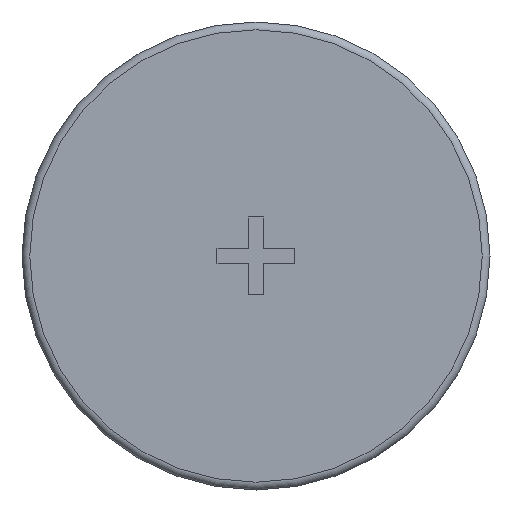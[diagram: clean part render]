
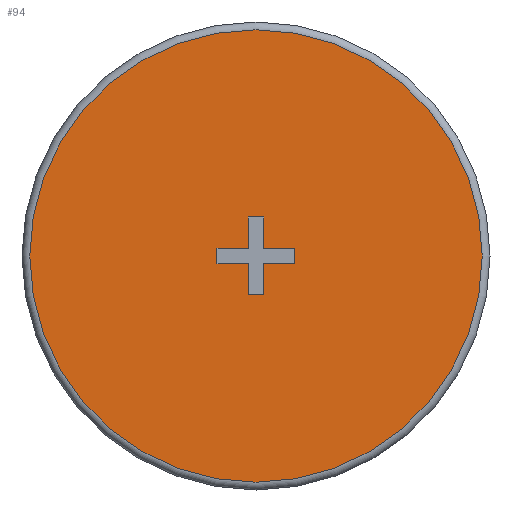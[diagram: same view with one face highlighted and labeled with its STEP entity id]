
A CAD part, front view. The second image highlights one B-rep face of the part: STEP entity #94.
In plain terms, the highlighted planar face has unit normal (0, -1, 0).
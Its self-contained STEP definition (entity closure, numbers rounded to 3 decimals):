
#94 = ADVANCED_FACE( '', ( #194, #195 ), #196, .F. );
#194 = FACE_BOUND( '', #293, .T. );
#195 = FACE_OUTER_BOUND( '', #294, .T. );
#196 = PLANE( '', #295 );
#293 = EDGE_LOOP( '', ( #483, #484, #485, #486, #487, #488, #489, #490, #491, #492, #493, #494 ) );
#294 = EDGE_LOOP( '', ( #495 ) );
#295 = AXIS2_PLACEMENT_3D( '', #496, #497, #498 );
#483 = ORIENTED_EDGE( '', *, *, #626, .T. );
#484 = ORIENTED_EDGE( '', *, *, #574, .F. );
#485 = ORIENTED_EDGE( '', *, *, #551, .T. );
#486 = ORIENTED_EDGE( '', *, *, #627, .T. );
#487 = ORIENTED_EDGE( '', *, *, #628, .T. );
#488 = ORIENTED_EDGE( '', *, *, #588, .T. );
#489 = ORIENTED_EDGE( '', *, *, #559, .T. );
#490 = ORIENTED_EDGE( '', *, *, #578, .T. );
#491 = ORIENTED_EDGE( '', *, *, #569, .T. );
#492 = ORIENTED_EDGE( '', *, *, #629, .T. );
#493 = ORIENTED_EDGE( '', *, *, #608, .T. );
#494 = ORIENTED_EDGE( '', *, *, #630, .T. );
#495 = ORIENTED_EDGE( '', *, *, #606, .T. );
#496 = CARTESIAN_POINT( '', ( 14.5, 0., 0. ) );
#497 = DIRECTION( '', ( 0., 1., 0. ) );
#498 = DIRECTION( '', ( 0., 0., 1. ) );
#551 = EDGE_CURVE( '', #640, #641, #642, .T. );
#559 = EDGE_CURVE( '', #654, #655, #656, .T. );
#569 = EDGE_CURVE( '', #672, #673, #674, .T. );
#574 = EDGE_CURVE( '', #640, #681, #682, .T. );
#578 = EDGE_CURVE( '', #655, #672, #687, .T. );
#588 = EDGE_CURVE( '', #701, #654, #702, .T. );
#606 = EDGE_CURVE( '', #730, #730, #731, .T. );
#608 = EDGE_CURVE( '', #733, #734, #735, .T. );
#626 = EDGE_CURVE( '', #756, #681, #757, .T. );
#627 = EDGE_CURVE( '', #641, #758, #759, .T. );
#628 = EDGE_CURVE( '', #758, #701, #760, .T. );
#629 = EDGE_CURVE( '', #673, #733, #761, .T. );
#630 = EDGE_CURVE( '', #734, #756, #762, .T. );
#640 = VERTEX_POINT( '', #772 );
#641 = VERTEX_POINT( '', #773 );
#642 = LINE( '', #774, #775 );
#654 = VERTEX_POINT( '', #790 );
#655 = VERTEX_POINT( '', #791 );
#656 = LINE( '', #792, #793 );
#672 = VERTEX_POINT( '', #816 );
#673 = VERTEX_POINT( '', #817 );
#674 = LINE( '', #818, #819 );
#681 = VERTEX_POINT( '', #829 );
#682 = LINE( '', #830, #831 );
#687 = LINE( '', #838, #839 );
#701 = VERTEX_POINT( '', #857 );
#702 = LINE( '', #858, #859 );
#730 = VERTEX_POINT( '', #899 );
#731 = CIRCLE( '', #900, 14.5 );
#733 = VERTEX_POINT( '', #902 );
#734 = VERTEX_POINT( '', #903 );
#735 = LINE( '', #904, #905 );
#756 = VERTEX_POINT( '', #935 );
#757 = LINE( '', #936, #937 );
#758 = VERTEX_POINT( '', #938 );
#759 = LINE( '', #939, #940 );
#760 = LINE( '', #941, #942 );
#761 = LINE( '', #943, #944 );
#762 = LINE( '', #945, #946 );
#772 = CARTESIAN_POINT( '', ( 2.5, 0., -0.5 ) );
#773 = CARTESIAN_POINT( '', ( 0.5, 0., -0.5 ) );
#774 = CARTESIAN_POINT( '', ( 2.5, 0., -0.5 ) );
#775 = VECTOR( '', #957, 1000. );
#790 = CARTESIAN_POINT( '', ( -0.5, 0., -0.5 ) );
#791 = CARTESIAN_POINT( '', ( -2.5, 0., -0.5 ) );
#792 = CARTESIAN_POINT( '', ( -0.5, 0., -0.5 ) );
#793 = VECTOR( '', #967, 1000. );
#816 = CARTESIAN_POINT( '', ( -2.5, 0., 0.5 ) );
#817 = CARTESIAN_POINT( '', ( -0.5, 0., 0.5 ) );
#818 = CARTESIAN_POINT( '', ( -2.5, 0., 0.5 ) );
#819 = VECTOR( '', #975, 1000. );
#829 = CARTESIAN_POINT( '', ( 2.5, 0., 0.5 ) );
#830 = CARTESIAN_POINT( '', ( 2.5, 0., 0. ) );
#831 = VECTOR( '', #979, 1000. );
#838 = CARTESIAN_POINT( '', ( -2.5, 0., -0.5 ) );
#839 = VECTOR( '', #982, 1000. );
#857 = CARTESIAN_POINT( '', ( -0.5, 0., -2.5 ) );
#858 = CARTESIAN_POINT( '', ( -0.5, 0., -2.5 ) );
#859 = VECTOR( '', #993, 1000. );
#899 = CARTESIAN_POINT( '', ( 0., 0., -14.5 ) );
#900 = AXIS2_PLACEMENT_3D( '', #1009, #1010, #1011 );
#902 = CARTESIAN_POINT( '', ( -0.5, 0., 2.5 ) );
#903 = CARTESIAN_POINT( '', ( 0.5, 0., 2.5 ) );
#904 = CARTESIAN_POINT( '', ( -0.5, 0., 2.5 ) );
#905 = VECTOR( '', #1012, 1000. );
#935 = CARTESIAN_POINT( '', ( 0.5, 0., 0.5 ) );
#936 = CARTESIAN_POINT( '', ( 0.5, 0., 0.5 ) );
#937 = VECTOR( '', #1025, 1000. );
#938 = CARTESIAN_POINT( '', ( 0.5, 0., -2.5 ) );
#939 = CARTESIAN_POINT( '', ( 0.5, 0., -0.5 ) );
#940 = VECTOR( '', #1026, 1000. );
#941 = CARTESIAN_POINT( '', ( 0.5, 0., -2.5 ) );
#942 = VECTOR( '', #1027, 1000. );
#943 = CARTESIAN_POINT( '', ( -0.5, 0., 0.5 ) );
#944 = VECTOR( '', #1028, 1000. );
#945 = CARTESIAN_POINT( '', ( 0.5, 0., 2.5 ) );
#946 = VECTOR( '', #1029, 1000. );
#957 = DIRECTION( '', ( -1., 0., 0. ) );
#967 = DIRECTION( '', ( -1., 0., 0. ) );
#975 = DIRECTION( '', ( 1., 0., 0. ) );
#979 = DIRECTION( '', ( 0., 0., 1. ) );
#982 = DIRECTION( '', ( 0., 0., 1. ) );
#993 = DIRECTION( '', ( 0., 0., 1. ) );
#1009 = CARTESIAN_POINT( '', ( 0., 0., 0. ) );
#1010 = DIRECTION( '', ( 0., -1., 0. ) );
#1011 = DIRECTION( '', ( 0., 0., -1. ) );
#1012 = DIRECTION( '', ( 1., 0., 0. ) );
#1025 = DIRECTION( '', ( 1., 0., 0. ) );
#1026 = DIRECTION( '', ( 0., 0., -1. ) );
#1027 = DIRECTION( '', ( -1., 0., 0. ) );
#1028 = DIRECTION( '', ( 0., 0., 1. ) );
#1029 = DIRECTION( '', ( 0., 0., -1. ) );
